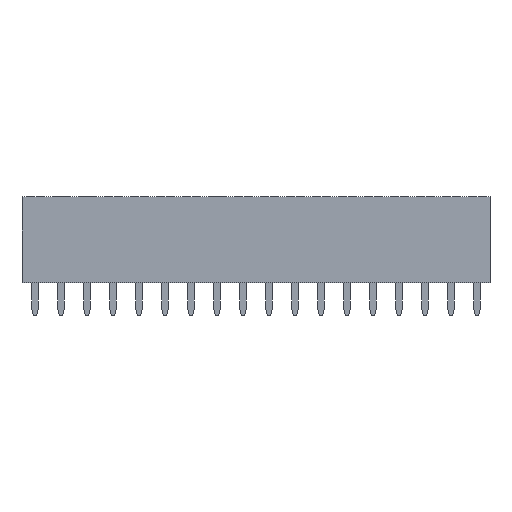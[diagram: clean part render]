
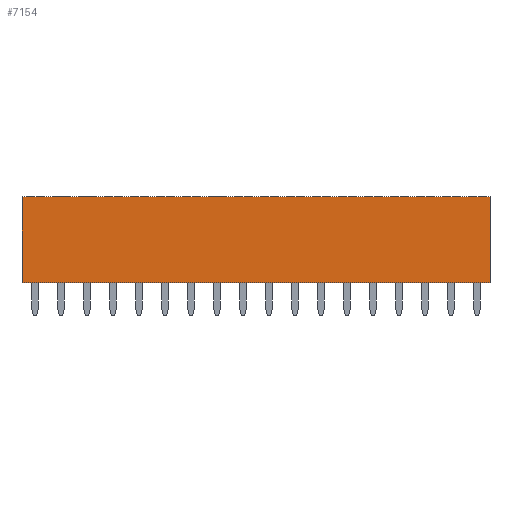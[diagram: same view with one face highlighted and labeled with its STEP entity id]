
A CAD part, top view. The second image highlights one B-rep face of the part: STEP entity #7154.
In plain terms, the highlighted planar face has unit normal (0, 0, 1).
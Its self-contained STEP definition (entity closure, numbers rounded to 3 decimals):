
#430=CARTESIAN_POINT('',(44.45,8.4,1.27));
#431=VERTEX_POINT('',#430);
#438=CARTESIAN_POINT('',(44.45,0.0,1.27));
#439=VERTEX_POINT('',#438);
#440=CARTESIAN_POINT('',(44.45,0.0,1.27));
#441=DIRECTION('',(0.0,1.0,0.0));
#442=VECTOR('',#441,8.4);
#443=LINE('',#440,#442);
#444=EDGE_CURVE('',#439,#431,#443,.T.);
#6580=CARTESIAN_POINT('',(-1.27,8.4,1.27));
#6581=VERTEX_POINT('',#6580);
#6582=CARTESIAN_POINT('',(44.45,8.4,1.27));
#6583=DIRECTION('',(-1.0,0.0,0.0));
#6584=VECTOR('',#6583,45.72);
#6585=LINE('',#6582,#6584);
#6586=EDGE_CURVE('',#431,#6581,#6585,.T.);
#7068=CARTESIAN_POINT('',(-1.27,0.0,1.27));
#7069=VERTEX_POINT('',#7068);
#7070=CARTESIAN_POINT('',(-1.27,0.0,1.27));
#7071=DIRECTION('',(1.0,0.0,0.0));
#7072=VECTOR('',#7071,45.72);
#7073=LINE('',#7070,#7072);
#7074=EDGE_CURVE('',#7069,#439,#7073,.T.);
#7138=CARTESIAN_POINT('',(1.27,0.0,1.27));
#7139=DIRECTION('',(0.0,0.0,1.0));
#7140=DIRECTION('',(1.0,0.0,0.0));
#7141=AXIS2_PLACEMENT_3D('',#7138,#7139,#7140);
#7142=PLANE('',#7141);
#7143=ORIENTED_EDGE('',*,*,#6586,.T.);
#7144=CARTESIAN_POINT('',(-1.27,0.0,1.27));
#7145=DIRECTION('',(0.0,1.0,0.0));
#7146=VECTOR('',#7145,8.4);
#7147=LINE('',#7144,#7146);
#7148=EDGE_CURVE('',#7069,#6581,#7147,.T.);
#7149=ORIENTED_EDGE('',*,*,#7148,.F.);
#7150=ORIENTED_EDGE('',*,*,#7074,.T.);
#7151=ORIENTED_EDGE('',*,*,#444,.T.);
#7152=EDGE_LOOP('',(#7143,#7149,#7150,#7151));
#7153=FACE_OUTER_BOUND('',#7152,.T.);
#7154=ADVANCED_FACE('',(#7153),#7142,.T.);
